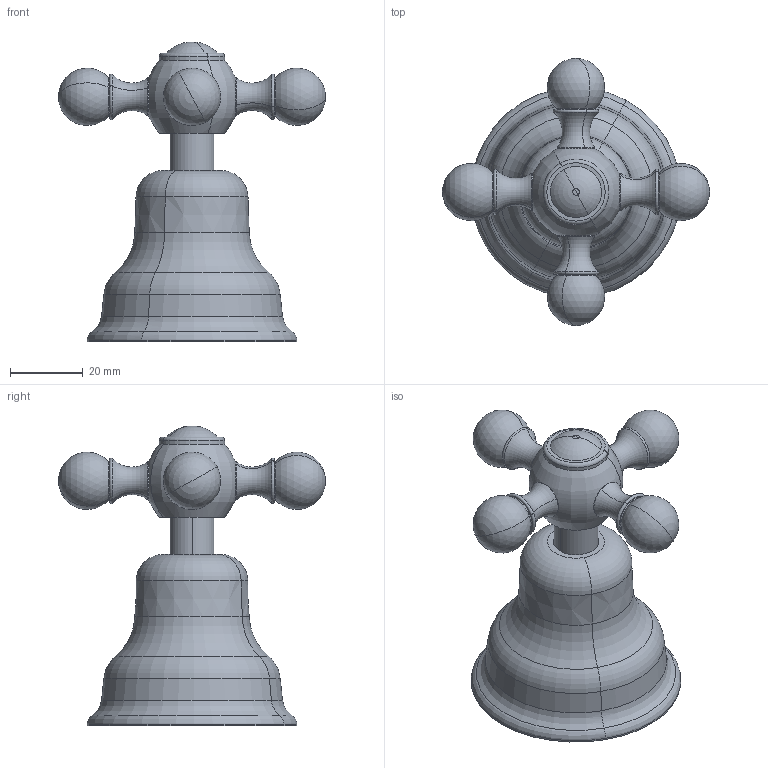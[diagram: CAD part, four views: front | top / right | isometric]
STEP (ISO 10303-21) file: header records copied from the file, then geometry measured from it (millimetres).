
FILE_DESCRIPTION(('CATIA V5 STEP Exchange','CAx-IF Rec.Pracs.--- Model Styling and Organization---1.5--- 2016-08-15','CAx-IF Rec.Pracs.---Supplemental Geometry---1.0---2011-11-01','CAx-IF Rec.Pracs.--- Composite Materials ---3.4---2017-06-13','CAx-IF Rec.Pracs.---Tessellated 3D Geometry---1.0---2015-12-17'),'2;1');
FILE_NAME('AR000300.stp','2023-02-08T07:20:18+00:00',('none'),('none'),'CATIA Version 5-6 Release 2020 SP2','CATIA V5 STEP AP242 v2','none');
FILE_SCHEMA(('AP242_MANAGED_MODEL_BASED_3D_ENGINEERING_MIM_LF {1 0 10303 442 1 1 4}'));
Length unit declared in the file: millimetre
Products named in the file (7): Product3; P30725; P40111; PR90250; P40210; P40211; P40108
Assembly tree (9 placements, depth 3):
  Product3
    P30725
    P40111
    PR90250
      P40210
      P40211  x4
    P40108
Bounding box: 73.26 x 73.26 x 82.2 mm (x, y, z)
Volume: 34922.1 mm3; surface area: 25981.6 mm2
Topology: 8 solids, 8 shells, 328 faces, 802 edges, 498 vertices
Faces by surface type: plane 114, cylinder 96, torus 56, cone 50, sphere 10, revolution 2
Entity records: 7684 total; most frequent: CARTESIAN_POINT 2012, ORIENTED_EDGE 1352, DIRECTION 775, EDGE_CURVE 676, VERTEX_POINT 429, AXIS2_PLACEMENT_3D 384, EDGE_LOOP 293, ADVANCED_FACE 268
